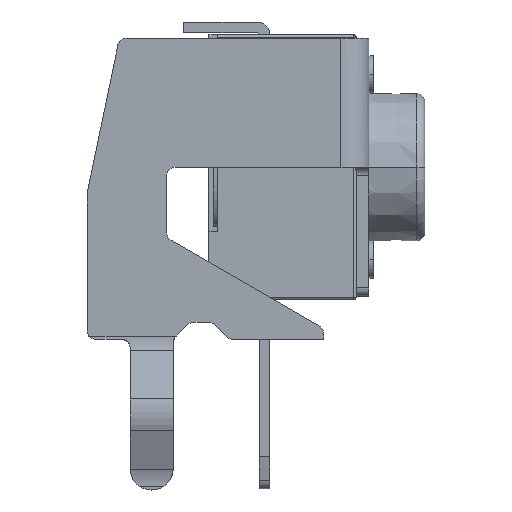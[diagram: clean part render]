
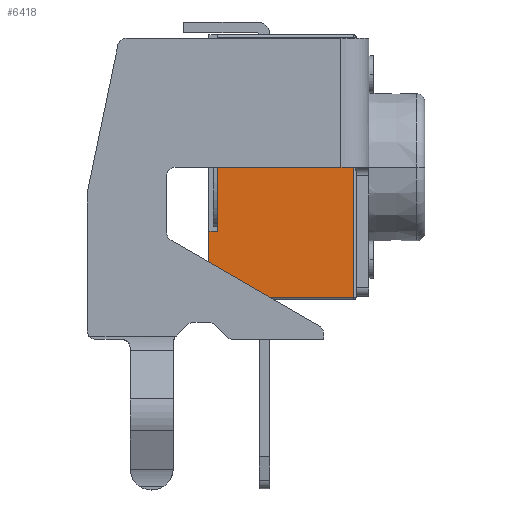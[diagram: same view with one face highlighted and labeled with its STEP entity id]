
A CAD part, left-side view. The second image highlights one B-rep face of the part: STEP entity #6418.
In plain terms, the highlighted planar face has unit normal (-1, 0, 0).
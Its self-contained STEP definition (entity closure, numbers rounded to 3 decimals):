
#200 = EDGE_CURVE ( 'NONE', #2024, #4077, #5441, .T. ) ;
#629 = PLANE ( 'NONE',  #17908 ) ;
#705 = ORIENTED_EDGE ( 'NONE', *, *, #6453, .T. ) ;
#805 = DIRECTION ( 'NONE',  ( 0., 0., -1. ) ) ;
#1108 = CARTESIAN_POINT ( 'NONE',  ( -3.075, 0.97, 7.025 ) ) ;
#1174 = VERTEX_POINT ( 'NONE', #3072 ) ;
#1278 = ORIENTED_EDGE ( 'NONE', *, *, #21671, .T. ) ;
#1782 = DIRECTION ( 'NONE',  ( 0., 0., 1. ) ) ;
#2024 = VERTEX_POINT ( 'NONE', #5453 ) ;
#2182 = LINE ( 'NONE', #16499, #2479 ) ;
#2479 = VECTOR ( 'NONE', #9526, 1000. ) ;
#2517 = DIRECTION ( 'NONE',  ( -1., 0., 0. ) ) ;
#2702 = ORIENTED_EDGE ( 'NONE', *, *, #21260, .T. ) ;
#2903 = DIRECTION ( 'NONE',  ( 0., -1., 0. ) ) ;
#3072 = CARTESIAN_POINT ( 'NONE',  ( -3.075, 0.97, 5.49 ) ) ;
#3111 = ORIENTED_EDGE ( 'NONE', *, *, #10117, .T. ) ;
#3135 = EDGE_CURVE ( 'NONE', #22454, #12132, #15309, .T. ) ;
#3522 = VERTEX_POINT ( 'NONE', #10146 ) ;
#3780 = EDGE_CURVE ( 'NONE', #15716, #16436, #8203, .T. ) ;
#4077 = VERTEX_POINT ( 'NONE', #22593 ) ;
#4308 = LINE ( 'NONE', #1108, #19624 ) ;
#4431 = ORIENTED_EDGE ( 'NONE', *, *, #21818, .T. ) ;
#4485 = DIRECTION ( 'NONE',  ( 0., -1., 0. ) ) ;
#4691 = VECTOR ( 'NONE', #1782, 1000. ) ;
#5441 = LINE ( 'NONE', #19877, #4691 ) ;
#5453 = CARTESIAN_POINT ( 'NONE',  ( -3.075, 1.17, 1.35 ) ) ;
#5926 = CARTESIAN_POINT ( 'NONE',  ( -3.075, 0.97, 7.075 ) ) ;
#6039 = VECTOR ( 'NONE', #16952, 1000. ) ;
#6347 = CARTESIAN_POINT ( 'NONE',  ( -3.075, 0.97, 1.35 ) ) ;
#6418 = ADVANCED_FACE ( 'NONE', ( #9269 ), #629, .T. ) ;
#6453 = EDGE_CURVE ( 'NONE', #16436, #15112, #21044, .T. ) ;
#6518 = VECTOR ( 'NONE', #13974, 1000. ) ;
#6519 = CARTESIAN_POINT ( 'NONE',  ( -3.075, 1.17, 6.65 ) ) ;
#7787 = LINE ( 'NONE', #15023, #17016 ) ;
#7969 = CARTESIAN_POINT ( 'NONE',  ( -3.075, 1.17, 5.49 ) ) ;
#8043 = LINE ( 'NONE', #16711, #13660 ) ;
#8203 = LINE ( 'NONE', #9787, #11281 ) ;
#8686 = ORIENTED_EDGE ( 'NONE', *, *, #16236, .T. ) ;
#9269 = FACE_OUTER_BOUND ( 'NONE', #10270, .T. ) ;
#9526 = DIRECTION ( 'NONE',  ( 0., 0., -1. ) ) ;
#9634 = CARTESIAN_POINT ( 'NONE',  ( -3.075, 0.97, 2.51 ) ) ;
#9787 = CARTESIAN_POINT ( 'NONE',  ( -3.075, 0.97, 0.975 ) ) ;
#10117 = EDGE_CURVE ( 'NONE', #15112, #3522, #4308, .T. ) ;
#10146 = CARTESIAN_POINT ( 'NONE',  ( -3.075, 0.97, 7.025 ) ) ;
#10270 = EDGE_LOOP ( 'NONE', ( #17342, #15843, #8686, #13609, #705, #3111, #23246, #12046, #23116, #4431, #2702, #1278 ) ) ;
#10441 = LINE ( 'NONE', #17641, #15994 ) ;
#10654 = CARTESIAN_POINT ( 'NONE',  ( -3.075, -2.2, 7.075 ) ) ;
#11281 = VECTOR ( 'NONE', #2903, 1000. ) ;
#11767 = DIRECTION ( 'NONE',  ( 0., 1., 0. ) ) ;
#12046 = ORIENTED_EDGE ( 'NONE', *, *, #17292, .T. ) ;
#12132 = VERTEX_POINT ( 'NONE', #15165 ) ;
#13432 = EDGE_CURVE ( 'NONE', #2024, #16989, #8043, .T. ) ;
#13497 = VERTEX_POINT ( 'NONE', #9634 ) ;
#13609 = ORIENTED_EDGE ( 'NONE', *, *, #3780, .T. ) ;
#13660 = VECTOR ( 'NONE', #15302, 1000. ) ;
#13808 = VECTOR ( 'NONE', #805, 1000. ) ;
#13934 = CARTESIAN_POINT ( 'NONE',  ( -3.075, 0.97, 0.925 ) ) ;
#13974 = DIRECTION ( 'NONE',  ( 0., 0., 1. ) ) ;
#14844 = CARTESIAN_POINT ( 'NONE',  ( -3.075, -2.2, 0.975 ) ) ;
#15023 = CARTESIAN_POINT ( 'NONE',  ( -3.075, 1.17, 5.49 ) ) ;
#15112 = VERTEX_POINT ( 'NONE', #22104 ) ;
#15165 = CARTESIAN_POINT ( 'NONE',  ( -3.075, 1.17, 6.65 ) ) ;
#15302 = DIRECTION ( 'NONE',  ( 0., -1., 0. ) ) ;
#15309 = LINE ( 'NONE', #22364, #6039 ) ;
#15716 = VERTEX_POINT ( 'NONE', #22376 ) ;
#15843 = ORIENTED_EDGE ( 'NONE', *, *, #13432, .T. ) ;
#15965 = VECTOR ( 'NONE', #23137, 1000. ) ;
#15994 = VECTOR ( 'NONE', #22702, 1000. ) ;
#16082 = CARTESIAN_POINT ( 'NONE',  ( -3.075, 0.97, 7.075 ) ) ;
#16236 = EDGE_CURVE ( 'NONE', #16989, #15716, #16998, .T. ) ;
#16436 = VERTEX_POINT ( 'NONE', #14844 ) ;
#16463 = EDGE_CURVE ( 'NONE', #3522, #18758, #2182, .T. ) ;
#16499 = CARTESIAN_POINT ( 'NONE',  ( -3.075, 0.97, 0.925 ) ) ;
#16711 = CARTESIAN_POINT ( 'NONE',  ( -3.075, 1.17, 1.35 ) ) ;
#16952 = DIRECTION ( 'NONE',  ( 0., 0., 1. ) ) ;
#16989 = VERTEX_POINT ( 'NONE', #6347 ) ;
#16998 = LINE ( 'NONE', #13934, #13808 ) ;
#17016 = VECTOR ( 'NONE', #4485, 1000. ) ;
#17292 = EDGE_CURVE ( 'NONE', #18758, #12132, #17434, .T. ) ;
#17342 = ORIENTED_EDGE ( 'NONE', *, *, #200, .F. ) ;
#17434 = LINE ( 'NONE', #6519, #18617 ) ;
#17641 = CARTESIAN_POINT ( 'NONE',  ( -3.075, 1.17, 2.51 ) ) ;
#17908 = AXIS2_PLACEMENT_3D ( 'NONE', #5926, #2517, #20488 ) ;
#18617 = VECTOR ( 'NONE', #20640, 1000. ) ;
#18758 = VERTEX_POINT ( 'NONE', #22235 ) ;
#19624 = VECTOR ( 'NONE', #11767, 1000. ) ;
#19877 = CARTESIAN_POINT ( 'NONE',  ( -3.075, 1.17, 0.925 ) ) ;
#20488 = DIRECTION ( 'NONE',  ( 0., -1., 0. ) ) ;
#20640 = DIRECTION ( 'NONE',  ( 0., 1., 0. ) ) ;
#21044 = LINE ( 'NONE', #10654, #6518 ) ;
#21260 = EDGE_CURVE ( 'NONE', #1174, #13497, #23362, .T. ) ;
#21671 = EDGE_CURVE ( 'NONE', #13497, #4077, #10441, .T. ) ;
#21818 = EDGE_CURVE ( 'NONE', #22454, #1174, #7787, .T. ) ;
#22104 = CARTESIAN_POINT ( 'NONE',  ( -3.075, -2.2, 7.025 ) ) ;
#22235 = CARTESIAN_POINT ( 'NONE',  ( -3.075, 0.97, 6.65 ) ) ;
#22364 = CARTESIAN_POINT ( 'NONE',  ( -3.075, 1.17, 0.925 ) ) ;
#22376 = CARTESIAN_POINT ( 'NONE',  ( -3.075, 0.97, 0.975 ) ) ;
#22454 = VERTEX_POINT ( 'NONE', #7969 ) ;
#22593 = CARTESIAN_POINT ( 'NONE',  ( -3.075, 1.17, 2.51 ) ) ;
#22702 = DIRECTION ( 'NONE',  ( 0., 1., 0. ) ) ;
#23116 = ORIENTED_EDGE ( 'NONE', *, *, #3135, .F. ) ;
#23137 = DIRECTION ( 'NONE',  ( 0., 0., -1. ) ) ;
#23246 = ORIENTED_EDGE ( 'NONE', *, *, #16463, .T. ) ;
#23362 = LINE ( 'NONE', #16082, #15965 ) ;
